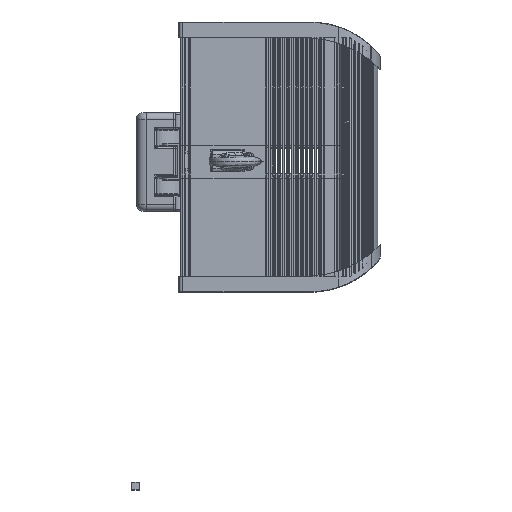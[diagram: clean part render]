
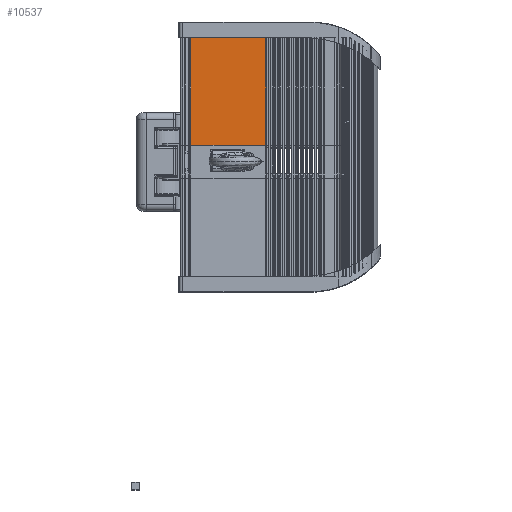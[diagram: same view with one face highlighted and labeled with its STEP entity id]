
A CAD part, top view. The second image highlights one B-rep face of the part: STEP entity #10537.
In plain terms, the highlighted planar face has unit normal (0, 0, 1).
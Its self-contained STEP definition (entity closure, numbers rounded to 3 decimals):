
#7813=EDGE_CURVE('',#21378,#21379,#21380,.T.);
#10537=ADVANCED_FACE('',(#25807),#25808,.T.);
#21378=VERTEX_POINT('',#44972);
#21379=VERTEX_POINT('',#44973);
#21380=LINE('',#44974,#44975);
#25807=FACE_OUTER_BOUND('',#56364,.T.);
#25808=PLANE('',#56365);
#44972=CARTESIAN_POINT('',(4.5,25.0,-86.0));
#44973=CARTESIAN_POINT('',(-109.8,25.0,-86.));
#44974=CARTESIAN_POINT('',(4.5,25.0,-86.0));
#44975=VECTOR('',#85975,1.0);
#56364=EDGE_LOOP('',(#93304,#93305,#93306,#93307));
#56365=AXIS2_PLACEMENT_3D('',#93308,#93309,#93310);
#85975=DIRECTION('',(-1.0,0.0,0.));
#93304=ORIENTED_EDGE('',*,*,#118070,.T.);
#93305=ORIENTED_EDGE('',*,*,#118071,.F.);
#93306=ORIENTED_EDGE('',*,*,#7813,.F.);
#93307=ORIENTED_EDGE('',*,*,#118072,.T.);
#93308=CARTESIAN_POINT('',(-52.65,25.0,-86.));
#93309=DIRECTION('',(0.,0.0,1.0));
#93310=DIRECTION('',(1.0,0.0,0.));
#118070=EDGE_CURVE('',#126233,#126234,#126235,.T.);
#118071=EDGE_CURVE('',#21379,#126234,#126236,.T.);
#118072=EDGE_CURVE('',#21378,#126233,#126237,.T.);
#126233=VERTEX_POINT('',#141477);
#126234=VERTEX_POINT('',#141478);
#126235=LINE('',#141479,#141480);
#126236=LINE('',#141481,#141482);
#126237=LINE('',#141483,#141484);
#141477=CARTESIAN_POINT('',(4.5,189.0,-86.0));
#141478=CARTESIAN_POINT('',(-109.8,189.0,-86.));
#141479=CARTESIAN_POINT('',(4.5,189.0,-86.0));
#141480=VECTOR('',#154594,1.0);
#141481=CARTESIAN_POINT('',(-109.8,25.0,-86.));
#141482=VECTOR('',#154595,1.0);
#141483=CARTESIAN_POINT('',(4.5,25.0,-86.0));
#141484=VECTOR('',#154596,1.0);
#154594=DIRECTION('',(-1.0,0.0,0.));
#154595=DIRECTION('',(0.0,1.0,0.0));
#154596=DIRECTION('',(0.0,1.0,0.0));
